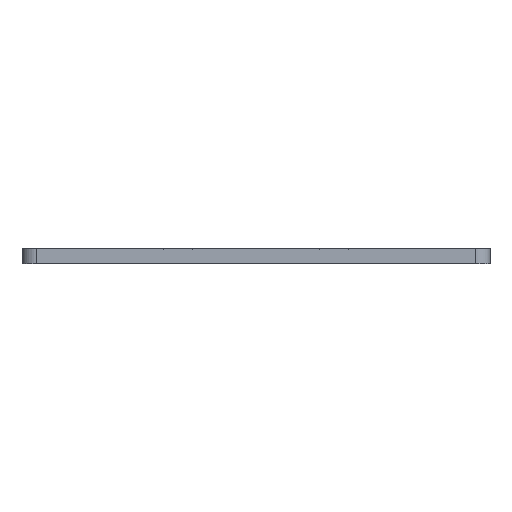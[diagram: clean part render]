
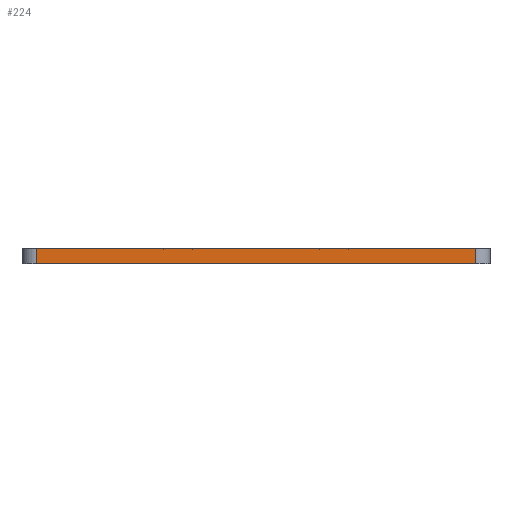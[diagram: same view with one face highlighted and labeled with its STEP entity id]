
A CAD part, front view. The second image highlights one B-rep face of the part: STEP entity #224.
In plain terms, the highlighted planar face has unit normal (0, -1, 0).
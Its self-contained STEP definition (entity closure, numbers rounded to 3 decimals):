
#224=ADVANCED_FACE('',(#558),#4882,.T.);
#558=FACE_OUTER_BOUND('',#874,.T.);
#874=EDGE_LOOP('',(#1968,#1969,#1970,#1971));
#1968=ORIENTED_EDGE('',*,*,#3015,.F.);
#1969=ORIENTED_EDGE('',*,*,#3016,.F.);
#1970=ORIENTED_EDGE('',*,*,#3017,.F.);
#1971=ORIENTED_EDGE('',*,*,#2470,.F.);
#2470=EDGE_CURVE('',#4184,#4185,#3662,.T.);
#3015=EDGE_CURVE('',#4542,#4184,#4051,.T.);
#3016=EDGE_CURVE('',#4543,#4542,#4052,.T.);
#3017=EDGE_CURVE('',#4185,#4543,#4053,.T.);
#3662=B_SPLINE_CURVE_WITH_KNOTS('',1,(#8118,#8119),.UNSPECIFIED.,.F.,.F.,
(2,2),(0.,118.),.UNSPECIFIED.);
#4051=B_SPLINE_CURVE_WITH_KNOTS('',1,(#9364,#9365),.UNSPECIFIED.,.F.,.F.,
(2,2),(-4.15,0.),.UNSPECIFIED.);
#4052=B_SPLINE_CURVE_WITH_KNOTS('',1,(#9366,#9367),.UNSPECIFIED.,.F.,.F.,
(2,2),(-118.,0.),.UNSPECIFIED.);
#4053=B_SPLINE_CURVE_WITH_KNOTS('',1,(#9368,#9369),.UNSPECIFIED.,.F.,.F.,
(2,2),(-4.15,0.),.UNSPECIFIED.);
#4184=VERTEX_POINT('',#7670);
#4185=VERTEX_POINT('',#7671);
#4542=VERTEX_POINT('',#8028);
#4543=VERTEX_POINT('',#8029);
#4882=PLANE('',#5172);
#5172=AXIS2_PLACEMENT_3D('',#7238,#5625,$);
#5625=DIRECTION('',(0.,-1.,0.));
#7238=CARTESIAN_POINT('',(112.8,-21.,-0.415));
#7670=CARTESIAN_POINT('',(101.,-21.,0.));
#7671=CARTESIAN_POINT('',(-17.,-21.,0.));
#8028=CARTESIAN_POINT('',(101.,-21.,4.15));
#8029=CARTESIAN_POINT('',(-17.,-21.,4.15));
#8118=CARTESIAN_POINT('',(101.,-21.,0.));
#8119=CARTESIAN_POINT('',(-17.,-21.,0.));
#9364=CARTESIAN_POINT('',(101.,-21.,4.15));
#9365=CARTESIAN_POINT('',(101.,-21.,0.));
#9366=CARTESIAN_POINT('',(-17.,-21.,4.15));
#9367=CARTESIAN_POINT('',(101.,-21.,4.15));
#9368=CARTESIAN_POINT('',(-17.,-21.,0.));
#9369=CARTESIAN_POINT('',(-17.,-21.,4.15));
